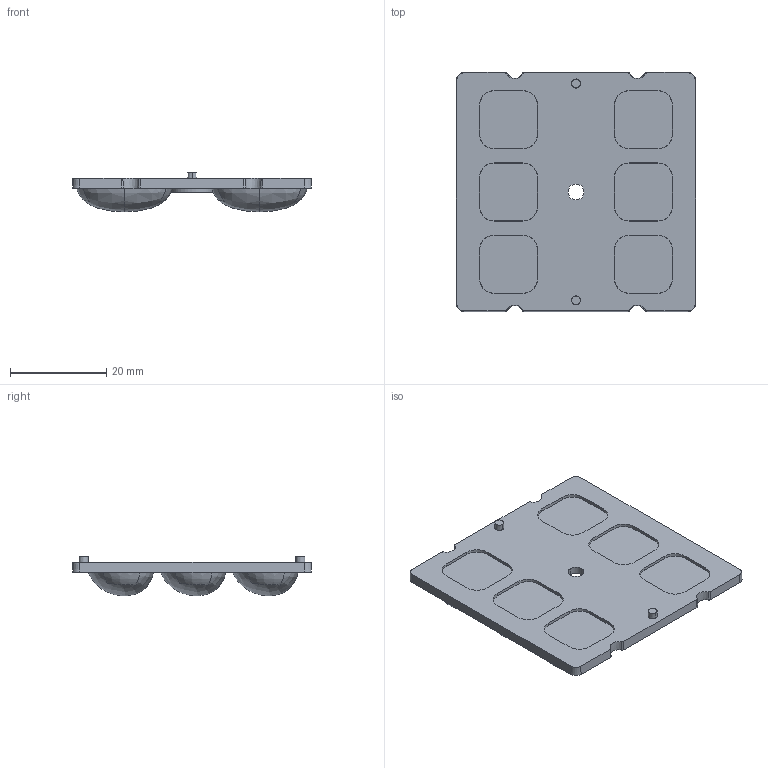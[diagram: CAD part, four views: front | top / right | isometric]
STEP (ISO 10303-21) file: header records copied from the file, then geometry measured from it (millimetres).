
FILE_DESCRIPTION(/* description */ (''),/* implementation_level */ '2;1');
FILE_NAME(/* name */ 'JY-BAF06TYPE2-5050-3S(无光学3D）.stp',/* time_stamp */ '2021-09-23T10:58:50+08:00',/* author */ (''),/* organization */ (''),/* preprocessor_version */ 'ST-DEVELOPER v16',/* originating_system */ 'SIEMENS PLM Software NX 10.0',/* authorisation */ '');
FILE_SCHEMA (('AP203_CONFIGURATION_CONTROLLED_3D_DESIGN_OF_MECHANICAL_PARTS_AND_ASSEMBLIES_MIM_LF { 1 0 10303 403 2 1 2}'));
Length unit declared in the file: millimetre
Products named in the file (1): Admi2C482A5Ftofa
Bounding box: 49.6 x 49.6 x 8.21 mm (x, y, z)
Volume: 8476 mm3; surface area: 6081 mm2
Topology: 1 solids, 1 shells, 192 faces, 542 edges, 375 vertices
Faces by surface type: plane 112, cone 47, bspline 24, extrusion 6, cylinder 2, torus 1
Entity records: 9127 total; most frequent: CARTESIAN_POINT 4176, ORIENTED_EDGE 1082, DIRECTION 875, EDGE_CURVE 541, VERTEX_POINT 376, VECTOR 349, LINE 343, AXIS2_PLACEMENT_3D 263
